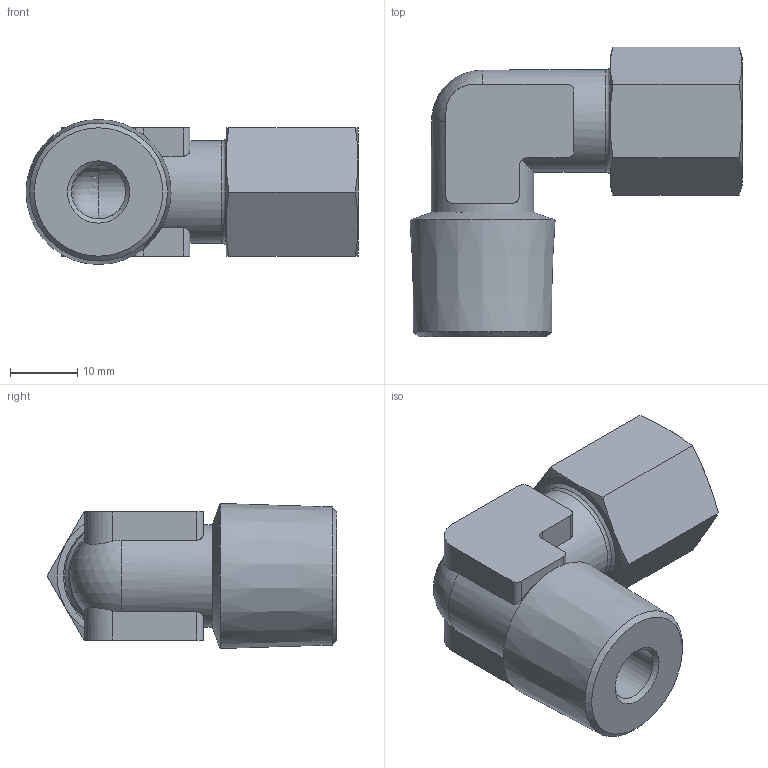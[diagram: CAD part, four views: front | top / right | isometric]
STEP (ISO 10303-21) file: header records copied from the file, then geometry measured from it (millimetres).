
FILE_DESCRIPTION(( 'OX.16.10.12.stp' ), '1');
FILE_NAME( 'OX.16.10.12.stp', '2021-02-26T18:20:32',( 'Sopra'),('sopra-pneumatic.com'), 'SwSTEP 2.0','SolidWorks 2009','' );
FILE_SCHEMA( ( 'CONFIG_CONTROL_DESIGN' ) );
Length unit declared in the file: millimetre
Products named in the file (1): _NC-WEV-10LRK 1.2 718.2401.285.20
Bounding box: 49.26 x 42.97 x 21.52 mm (x, y, z)
Volume: 15572.1 mm3; surface area: 7072.1 mm2
Topology: 1 solids, 1 shells, 63 faces, 157 edges, 96 vertices
Faces by surface type: plane 24, cone 19, cylinder 17, sphere 2, torus 1
Full cylindrical faces by diameter (mm): 8 x2, 10 x1, 15.2 x2
Entity records: 1992 total; most frequent: CARTESIAN_POINT 556, DIRECTION 282, ORIENTED_EDGE 280, EDGE_CURVE 140, AXIS2_PLACEMENT_3D 116, VERTEX_POINT 94, EDGE_LOOP 80, FACE_OUTER_BOUND 69
